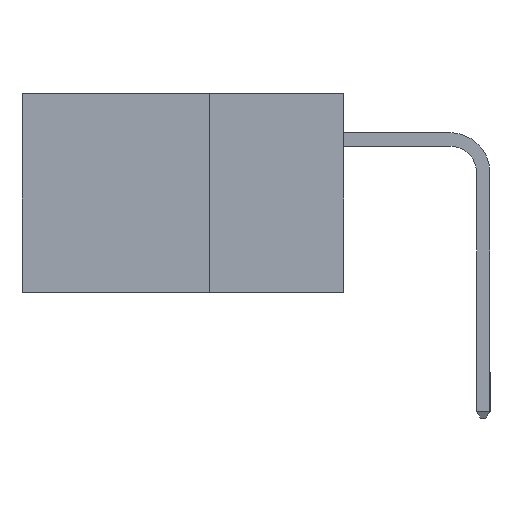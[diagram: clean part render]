
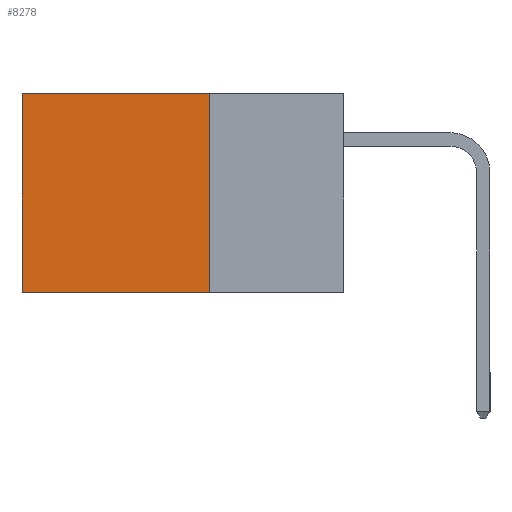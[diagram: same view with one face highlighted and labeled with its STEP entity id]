
A CAD part, left-side view. The second image highlights one B-rep face of the part: STEP entity #8278.
In plain terms, the highlighted planar face has unit normal (-1, 0, 0).
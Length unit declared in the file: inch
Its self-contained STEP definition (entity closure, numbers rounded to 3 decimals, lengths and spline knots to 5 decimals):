
#24 = DIRECTION ( 'NONE',  ( 0., 0., -1. ) ) ;
#111 = CARTESIAN_POINT ( 'NONE',  ( 0.2615, 0.25, -0.37 ) ) ;
#1142 = CARTESIAN_POINT ( 'NONE',  ( 0.2615, 0.6, -0.37 ) ) ;
#2758 = VERTEX_POINT ( 'NONE', #5995 ) ;
#2902 = CARTESIAN_POINT ( 'NONE',  ( 0.2615, 0.25, -0.37 ) ) ;
#2958 = DIRECTION ( 'NONE',  ( 0., 0., -1. ) ) ;
#3414 = CARTESIAN_POINT ( 'NONE',  ( 0.2615, 0.25, 0. ) ) ;
#3775 = EDGE_CURVE ( 'NONE', #5365, #2758, #16244, .T. ) ;
#4258 = ORIENTED_EDGE ( 'NONE', *, *, #9208, .T. ) ;
#4351 = LINE ( 'NONE', #111, #13881 ) ;
#4357 = VERTEX_POINT ( 'NONE', #5514 ) ;
#4744 = DIRECTION ( 'NONE',  ( 1., 0., 0. ) ) ;
#5365 = VERTEX_POINT ( 'NONE', #13359 ) ;
#5514 = CARTESIAN_POINT ( 'NONE',  ( 0.2615, 0.6, -0.37 ) ) ;
#5953 = FACE_OUTER_BOUND ( 'NONE', #6301, .T. ) ;
#5995 = CARTESIAN_POINT ( 'NONE',  ( 0.2615, 0.6, 0. ) ) ;
#6301 = EDGE_LOOP ( 'NONE', ( #4258, #12156, #13561, #15885 ) ) ;
#6589 = LINE ( 'NONE', #1142, #7705 ) ;
#6859 = DIRECTION ( 'NONE',  ( 0., 0., -1. ) ) ;
#7316 = LINE ( 'NONE', #17437, #15668 ) ;
#7705 = VECTOR ( 'NONE', #6859, 39.37008 ) ;
#8278 = ADVANCED_FACE ( 'NONE', ( #5953 ), #8771, .F. ) ;
#8554 = VERTEX_POINT ( 'NONE', #2902 ) ;
#8771 = PLANE ( 'NONE',  #12906 ) ;
#8914 = VECTOR ( 'NONE', #9127, 39.37008 ) ;
#9127 = DIRECTION ( 'NONE',  ( 0., 1., 0. ) ) ;
#9208 = EDGE_CURVE ( 'NONE', #2758, #4357, #6589, .T. ) ;
#12156 = ORIENTED_EDGE ( 'NONE', *, *, #16659, .F. ) ;
#12906 = AXIS2_PLACEMENT_3D ( 'NONE', #14487, #4744, #2958 ) ;
#13359 = CARTESIAN_POINT ( 'NONE',  ( 0.2615, 0.25, 0. ) ) ;
#13561 = ORIENTED_EDGE ( 'NONE', *, *, #16355, .F. ) ;
#13881 = VECTOR ( 'NONE', #24, 39.37008 ) ;
#14487 = CARTESIAN_POINT ( 'NONE',  ( 0.2615, 0.25, -0.37 ) ) ;
#14822 = DIRECTION ( 'NONE',  ( 0., 1., 0. ) ) ;
#15668 = VECTOR ( 'NONE', #14822, 39.37008 ) ;
#15885 = ORIENTED_EDGE ( 'NONE', *, *, #3775, .T. ) ;
#16244 = LINE ( 'NONE', #3414, #8914 ) ;
#16355 = EDGE_CURVE ( 'NONE', #5365, #8554, #4351, .T. ) ;
#16659 = EDGE_CURVE ( 'NONE', #8554, #4357, #7316, .T. ) ;
#17437 = CARTESIAN_POINT ( 'NONE',  ( 0.2615, 0.25, -0.37 ) ) ;
